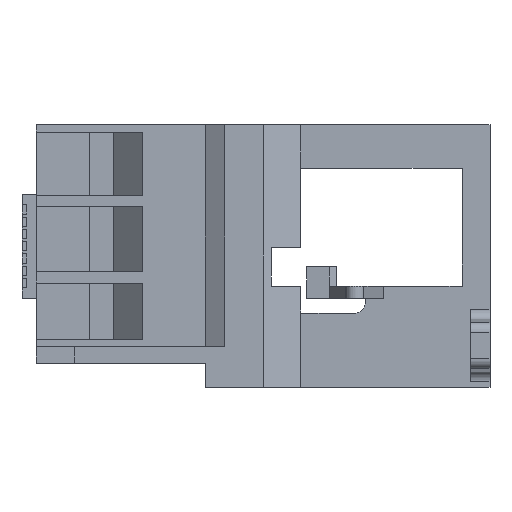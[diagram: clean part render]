
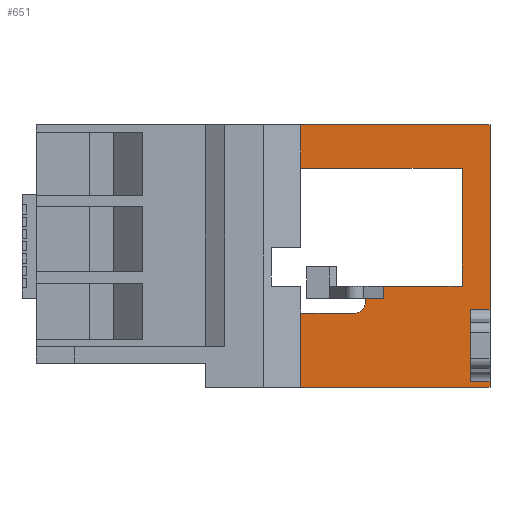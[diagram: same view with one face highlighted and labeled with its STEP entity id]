
A CAD part, left-side view. The second image highlights one B-rep face of the part: STEP entity #651.
In plain terms, the highlighted planar face has unit normal (-1, 0, 0).
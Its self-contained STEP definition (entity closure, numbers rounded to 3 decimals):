
#24 = CARTESIAN_POINT ( 'NONE',  ( 26., -55., -5.349 ) ) ;
#139 = PLANE ( 'NONE',  #1513 ) ;
#182 = CARTESIAN_POINT ( 'NONE',  ( 26., -19.778, 6.92 ) ) ;
#185 = DIRECTION ( 'NONE',  ( 1., 0., 0. ) ) ;
#250 = EDGE_CURVE ( 'NONE', #5590, #1693, #3691, .T. ) ;
#358 = VERTEX_POINT ( 'NONE', #4659 ) ;
#458 = DIRECTION ( 'NONE',  ( 0., -1., 0. ) ) ;
#533 = ORIENTED_EDGE ( 'NONE', *, *, #4039, .T. ) ;
#651 = ADVANCED_FACE ( 'NONE', ( #6790 ), #139, .F. ) ;
#683 = EDGE_CURVE ( 'NONE', #4310, #6691, #3528, .T. ) ;
#773 = VECTOR ( 'NONE', #1381, 1000. ) ;
#835 = ORIENTED_EDGE ( 'NONE', *, *, #1894, .T. ) ;
#839 = VERTEX_POINT ( 'NONE', #1968 ) ;
#962 = ORIENTED_EDGE ( 'NONE', *, *, #250, .T. ) ;
#972 = CARTESIAN_POINT ( 'NONE',  ( 26., -33.117, 8.92 ) ) ;
#1042 = ORIENTED_EDGE ( 'NONE', *, *, #6245, .T. ) ;
#1047 = LINE ( 'NONE', #5294, #4640 ) ;
#1077 = VECTOR ( 'NONE', #2336, 1000. ) ;
#1246 = ORIENTED_EDGE ( 'NONE', *, *, #5494, .T. ) ;
#1290 = EDGE_CURVE ( 'NONE', #1693, #6317, #2287, .T. ) ;
#1318 = CARTESIAN_POINT ( 'NONE',  ( 26., -36.91, 10. ) ) ;
#1342 = CARTESIAN_POINT ( 'NONE',  ( 26., -53.219, 36.928 ) ) ;
#1356 = CARTESIAN_POINT ( 'NONE',  ( 26., -19.778, -7.235 ) ) ;
#1381 = DIRECTION ( 'NONE',  ( 0., -1., 0. ) ) ;
#1422 = ORIENTED_EDGE ( 'NONE', *, *, #5402, .T. ) ;
#1434 = DIRECTION ( 'NONE',  ( 0., 0., -1. ) ) ;
#1439 = EDGE_CURVE ( 'NONE', #3395, #839, #4004, .T. ) ;
#1455 = VECTOR ( 'NONE', #4078, 1000. ) ;
#1511 = VECTOR ( 'NONE', #2414, 1000. ) ;
#1513 = AXIS2_PLACEMENT_3D ( 'NONE', #2898, #185, #1803 ) ;
#1674 = VECTOR ( 'NONE', #2987, 1000. ) ;
#1693 = VERTEX_POINT ( 'NONE', #3111 ) ;
#1746 = ORIENTED_EDGE ( 'NONE', *, *, #1910, .T. ) ;
#1803 = DIRECTION ( 'NONE',  ( 0., 0., -1. ) ) ;
#1813 = CARTESIAN_POINT ( 'NONE',  ( 26., -19.778, 12.5 ) ) ;
#1894 = EDGE_CURVE ( 'NONE', #2849, #6402, #5618, .T. ) ;
#1903 = DIRECTION ( 'NONE',  ( 1., 0., 0. ) ) ;
#1910 = EDGE_CURVE ( 'NONE', #3713, #358, #6628, .T. ) ;
#1947 = VECTOR ( 'NONE', #4556, 1000. ) ;
#1954 = CARTESIAN_POINT ( 'NONE',  ( 26., -19.778, 7.615 ) ) ;
#1968 = CARTESIAN_POINT ( 'NONE',  ( 26., -59., 46. ) ) ;
#1984 = ORIENTED_EDGE ( 'NONE', *, *, #5114, .T. ) ;
#2051 = CARTESIAN_POINT ( 'NONE',  ( 26., -19.778, 36.928 ) ) ;
#2161 = ORIENTED_EDGE ( 'NONE', *, *, #3073, .T. ) ;
#2183 = CARTESIAN_POINT ( 'NONE',  ( 26., -59., -8.5 ) ) ;
#2287 = LINE ( 'NONE', #24, #6550 ) ;
#2321 = VERTEX_POINT ( 'NONE', #6507 ) ;
#2336 = DIRECTION ( 'NONE',  ( 0., 0., -1. ) ) ;
#2414 = DIRECTION ( 'NONE',  ( 0., 1., 0. ) ) ;
#2646 = CARTESIAN_POINT ( 'NONE',  ( 26., -55., 7.615 ) ) ;
#2849 = VERTEX_POINT ( 'NONE', #4436 ) ;
#2865 = VERTEX_POINT ( 'NONE', #3881 ) ;
#2882 = EDGE_CURVE ( 'NONE', #839, #2321, #4318, .T. ) ;
#2898 = CARTESIAN_POINT ( 'NONE',  ( 26., -19.778, 46. ) ) ;
#2910 = CARTESIAN_POINT ( 'NONE',  ( 26., -31.117, 8.92 ) ) ;
#2917 = CARTESIAN_POINT ( 'NONE',  ( 26., -59., 46. ) ) ;
#2966 = CARTESIAN_POINT ( 'NONE',  ( 26., -48., -8.5 ) ) ;
#2987 = DIRECTION ( 'NONE',  ( 0., 1., 0. ) ) ;
#2992 = CARTESIAN_POINT ( 'NONE',  ( 26., -19.778, 46. ) ) ;
#3073 = EDGE_CURVE ( 'NONE', #7036, #6691, #4495, .T. ) ;
#3111 = CARTESIAN_POINT ( 'NONE',  ( 26., -55., -7.235 ) ) ;
#3132 = VERTEX_POINT ( 'NONE', #1342 ) ;
#3186 = VECTOR ( 'NONE', #5698, 1000. ) ;
#3317 = VECTOR ( 'NONE', #458, 1000. ) ;
#3394 = CARTESIAN_POINT ( 'NONE',  ( 26., -36.91, 10. ) ) ;
#3395 = VERTEX_POINT ( 'NONE', #5535 ) ;
#3398 = LINE ( 'NONE', #1954, #773 ) ;
#3463 = DIRECTION ( 'NONE',  ( 0., 0., 1. ) ) ;
#3501 = LINE ( 'NONE', #6788, #6058 ) ;
#3528 = LINE ( 'NONE', #2966, #1511 ) ;
#3603 = VECTOR ( 'NONE', #3463, 1000. ) ;
#3691 = LINE ( 'NONE', #1356, #1674 ) ;
#3713 = VERTEX_POINT ( 'NONE', #972 ) ;
#3838 = LINE ( 'NONE', #182, #5127 ) ;
#3881 = CARTESIAN_POINT ( 'NONE',  ( 26., -33.117, 10. ) ) ;
#3886 = VERTEX_POINT ( 'NONE', #1318 ) ;
#4004 = LINE ( 'NONE', #6576, #5708 ) ;
#4039 = EDGE_CURVE ( 'NONE', #3132, #2849, #5180, .T. ) ;
#4055 = CARTESIAN_POINT ( 'NONE',  ( 26., -19.778, 46. ) ) ;
#4078 = DIRECTION ( 'NONE',  ( 0., 0., -1. ) ) ;
#4117 = ORIENTED_EDGE ( 'NONE', *, *, #1290, .T. ) ;
#4278 = ORIENTED_EDGE ( 'NONE', *, *, #1439, .F. ) ;
#4310 = VERTEX_POINT ( 'NONE', #2183 ) ;
#4318 = LINE ( 'NONE', #4508, #1077 ) ;
#4346 = LINE ( 'NONE', #2917, #1455 ) ;
#4351 = DIRECTION ( 'NONE',  ( 0., 0., 1. ) ) ;
#4422 = DIRECTION ( 'NONE',  ( 0., -1., 0. ) ) ;
#4436 = CARTESIAN_POINT ( 'NONE',  ( 26., -53.219, 12.5 ) ) ;
#4495 = LINE ( 'NONE', #4055, #3186 ) ;
#4504 = CARTESIAN_POINT ( 'NONE',  ( 26., -19.778, -8.5 ) ) ;
#4508 = CARTESIAN_POINT ( 'NONE',  ( 26., -59., 46. ) ) ;
#4529 = VECTOR ( 'NONE', #1434, 1000. ) ;
#4539 = LINE ( 'NONE', #2051, #3317 ) ;
#4556 = DIRECTION ( 'NONE',  ( 0., 1., 0. ) ) ;
#4573 = ORIENTED_EDGE ( 'NONE', *, *, #5876, .F. ) ;
#4640 = VECTOR ( 'NONE', #4748, 1000. ) ;
#4659 = CARTESIAN_POINT ( 'NONE',  ( 26., -31.117, 6.92 ) ) ;
#4748 = DIRECTION ( 'NONE',  ( 0., 0., -1. ) ) ;
#4778 = EDGE_CURVE ( 'NONE', #5676, #3132, #4539, .T. ) ;
#5114 = EDGE_CURVE ( 'NONE', #358, #7036, #3838, .T. ) ;
#5127 = VECTOR ( 'NONE', #5563, 1000. ) ;
#5180 = LINE ( 'NONE', #5764, #6323 ) ;
#5294 = CARTESIAN_POINT ( 'NONE',  ( 26., -33.117, 46. ) ) ;
#5314 = ORIENTED_EDGE ( 'NONE', *, *, #4778, .T. ) ;
#5350 = CARTESIAN_POINT ( 'NONE',  ( 26., -59., -7.235 ) ) ;
#5360 = CARTESIAN_POINT ( 'NONE',  ( 26., -36.91, 12.5 ) ) ;
#5402 = EDGE_CURVE ( 'NONE', #3395, #5676, #6921, .T. ) ;
#5403 = AXIS2_PLACEMENT_3D ( 'NONE', #2910, #1903, #6246 ) ;
#5490 = ORIENTED_EDGE ( 'NONE', *, *, #6439, .F. ) ;
#5494 = EDGE_CURVE ( 'NONE', #6317, #2321, #3398, .T. ) ;
#5535 = CARTESIAN_POINT ( 'NONE',  ( 26., -19.778, 46. ) ) ;
#5563 = DIRECTION ( 'NONE',  ( 0., 1., 0. ) ) ;
#5590 = VERTEX_POINT ( 'NONE', #5350 ) ;
#5618 = LINE ( 'NONE', #1813, #1947 ) ;
#5676 = VERTEX_POINT ( 'NONE', #5949 ) ;
#5698 = DIRECTION ( 'NONE',  ( 0., 0., -1. ) ) ;
#5708 = VECTOR ( 'NONE', #4422, 1000. ) ;
#5764 = CARTESIAN_POINT ( 'NONE',  ( 26., -53.219, 46. ) ) ;
#5852 = DIRECTION ( 'NONE',  ( 0., 0., -1. ) ) ;
#5876 = EDGE_CURVE ( 'NONE', #5590, #4310, #4346, .T. ) ;
#5900 = LINE ( 'NONE', #3394, #3603 ) ;
#5949 = CARTESIAN_POINT ( 'NONE',  ( 26., -19.778, 36.928 ) ) ;
#6058 = VECTOR ( 'NONE', #6186, 1000. ) ;
#6186 = DIRECTION ( 'NONE',  ( 0., 1., 0. ) ) ;
#6205 = ORIENTED_EDGE ( 'NONE', *, *, #683, .F. ) ;
#6245 = EDGE_CURVE ( 'NONE', #2865, #3713, #1047, .T. ) ;
#6246 = DIRECTION ( 'NONE',  ( 0., 0., -1. ) ) ;
#6315 = CARTESIAN_POINT ( 'NONE',  ( 26., -19.778, 6.92 ) ) ;
#6317 = VERTEX_POINT ( 'NONE', #2646 ) ;
#6323 = VECTOR ( 'NONE', #5852, 1000. ) ;
#6402 = VERTEX_POINT ( 'NONE', #5360 ) ;
#6439 = EDGE_CURVE ( 'NONE', #3886, #6402, #5900, .T. ) ;
#6507 = CARTESIAN_POINT ( 'NONE',  ( 26., -59., 7.615 ) ) ;
#6550 = VECTOR ( 'NONE', #4351, 1000. ) ;
#6576 = CARTESIAN_POINT ( 'NONE',  ( 26., -19.778, 46. ) ) ;
#6598 = EDGE_LOOP ( 'NONE', ( #4117, #1246, #6604, #4278, #1422, #5314, #533, #835, #5490, #6663, #1042, #1746, #1984, #2161, #6205, #4573, #962 ) ) ;
#6604 = ORIENTED_EDGE ( 'NONE', *, *, #2882, .F. ) ;
#6628 = CIRCLE ( 'NONE', #5403, 2. ) ;
#6663 = ORIENTED_EDGE ( 'NONE', *, *, #6893, .T. ) ;
#6691 = VERTEX_POINT ( 'NONE', #4504 ) ;
#6788 = CARTESIAN_POINT ( 'NONE',  ( 26., -19.778, 10. ) ) ;
#6790 = FACE_OUTER_BOUND ( 'NONE', #6598, .T. ) ;
#6893 = EDGE_CURVE ( 'NONE', #3886, #2865, #3501, .T. ) ;
#6921 = LINE ( 'NONE', #2992, #4529 ) ;
#7036 = VERTEX_POINT ( 'NONE', #6315 ) ;
